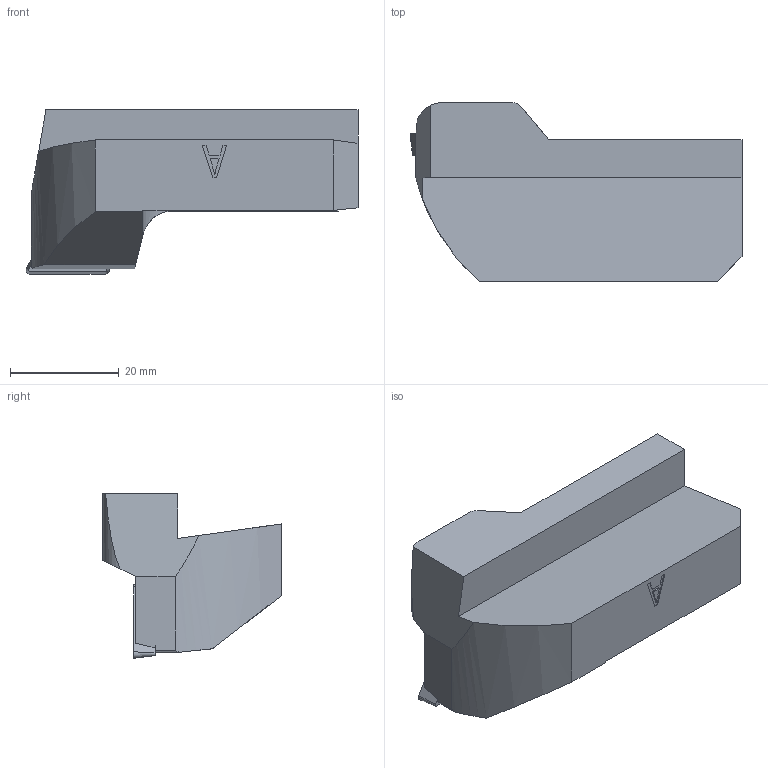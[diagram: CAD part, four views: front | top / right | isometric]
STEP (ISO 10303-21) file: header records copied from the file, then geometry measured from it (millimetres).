
FILE_DESCRIPTION(/* description */ (''),/* implementation_level */ '2;1');
FILE_NAME(/* name */ '1545031554917.stp',/* time_stamp */ '2018-12-17T08:26:11+01:00',/* author */ (''),/* organization */ ('SMS'),/* preprocessor_version */ 'ST-DEVELOPER v15',/* originating_system */ 'SIEMENS PLM Software NX 8.5',/* authorisation */ '');
FILE_SCHEMA (('AUTOMOTIVE_DESIGN { 1 0 10303 214 3 1 1 1 }'));
Length unit declared in the file: millimetre
Products named in the file (4): ASSEMBLY_CONSTRUCTION; IsoTurningInsert; 202025053mod000_00; 202025138mod000_00
Assembly tree (3 placements, depth 2):
  202025138mod000_00
    202025053mod000_00
    IsoTurningInsert
    ASSEMBLY_CONSTRUCTION
Bounding box: 60.98 x 32.8 x 30.2 mm (x, y, z)
Volume: 24297.7 mm3; surface area: 7378 mm2
Topology: 2 solids, 3 shells, 68 faces, 174 edges, 121 vertices
Faces by surface type: plane 45, cylinder 11, cone 6, torus 4, extrusion 2
Full cylindrical faces by diameter (mm): 4.4 x2
Entity records: 2230 total; most frequent: CARTESIAN_POINT 486, DIRECTION 323, ORIENTED_EDGE 322, EDGE_CURVE 161, AXIS2_PLACEMENT_3D 112, VERTEX_POINT 110, VECTOR 99, LINE 97
